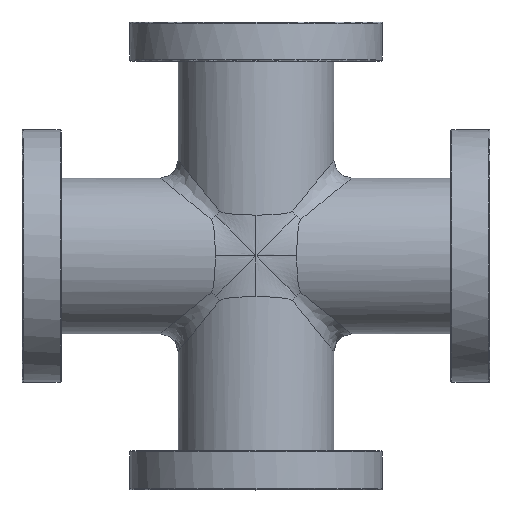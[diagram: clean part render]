
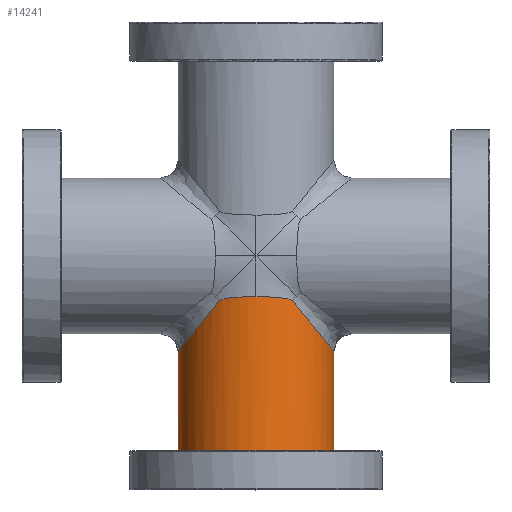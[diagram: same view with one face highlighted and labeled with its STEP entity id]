
A CAD part, top view. The second image highlights one B-rep face of the part: STEP entity #14241.
In plain terms, the highlighted cylindrical face has radius 35 mm (diameter 70 mm), a full revolution.
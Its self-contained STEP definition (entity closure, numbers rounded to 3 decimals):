
#1251=CARTESIAN_POINT('',(0.,-18.326,35.0));
#1252=VERTEX_POINT('',#1251);
#1272=CARTESIAN_POINT('',(16.374,-20.117,30.934));
#1273=VERTEX_POINT('',#1272);
#1274=CARTESIAN_POINT('',(0.,-18.326,35.0));
#1275=CARTESIAN_POINT('',(1.817,-18.326,35.0));
#1276=CARTESIAN_POINT('',(3.634,-18.357,34.854));
#1277=CARTESIAN_POINT('',(5.349,-18.419,34.589));
#1278=CARTESIAN_POINT('',(7.238,-18.488,34.297));
#1279=CARTESIAN_POINT('',(9.004,-18.594,33.86));
#1280=CARTESIAN_POINT('',(10.535,-18.737,33.377));
#1281=CARTESIAN_POINT('',(12.474,-18.919,32.765));
#1282=CARTESIAN_POINT('',(14.037,-19.162,32.083));
#1283=CARTESIAN_POINT('',(15.071,-19.464,31.589));
#1284=CARTESIAN_POINT('',(15.73,-19.657,31.274));
#1285=CARTESIAN_POINT('',(16.177,-19.875,31.038));
#1286=CARTESIAN_POINT('',(16.374,-20.117,30.934));
#1287=B_SPLINE_CURVE_WITH_KNOTS('',3,(#1274,#1275,#1276,#1277,#1278,#1279,#1280,#1281,#1282,#1283,#1284,#1285,#1286),.UNSPECIFIED.,.F.,.U.,(4,3,3,3,4),(0.5,0.614,0.74,0.899,1.0),.UNSPECIFIED.);
#1288=EDGE_CURVE('',#1252,#1273,#1287,.T.);
#1664=CARTESIAN_POINT('',(-16.374,-20.117,30.934));
#1665=VERTEX_POINT('',#1664);
#1673=CARTESIAN_POINT('',(-16.374,-20.117,30.934));
#1674=CARTESIAN_POINT('',(-16.116,-19.8,31.07));
#1675=CARTESIAN_POINT('',(-15.429,-19.525,31.436));
#1676=CARTESIAN_POINT('',(-14.396,-19.292,31.902));
#1677=CARTESIAN_POINT('',(-13.309,-19.047,32.393));
#1678=CARTESIAN_POINT('',(-11.836,-18.849,32.989));
#1679=CARTESIAN_POINT('',(-10.085,-18.697,33.516));
#1680=CARTESIAN_POINT('',(-8.621,-18.57,33.956));
#1681=CARTESIAN_POINT('',(-6.963,-18.476,34.347));
#1682=CARTESIAN_POINT('',(-5.2,-18.414,34.612));
#1683=CARTESIAN_POINT('',(-3.529,-18.356,34.863));
#1684=CARTESIAN_POINT('',(-1.765,-18.326,35.0));
#1685=CARTESIAN_POINT('',(0.,-18.326,35.0));
#1686=B_SPLINE_CURVE_WITH_KNOTS('',3,(#1673,#1674,#1675,#1676,#1677,#1678,#1679,#1680,#1681,#1682,#1683,#1684,#1685),.UNSPECIFIED.,.F.,.U.,(4,3,3,3,4),(0.0,0.133,0.273,0.389,0.5),.UNSPECIFIED.);
#1687=EDGE_CURVE('',#1665,#1252,#1686,.T.);
#5560=CARTESIAN_POINT('',(0.,-18.326,-35.0));
#5561=VERTEX_POINT('',#5560);
#5581=CARTESIAN_POINT('',(-16.374,-20.117,-30.934));
#5582=VERTEX_POINT('',#5581);
#5583=CARTESIAN_POINT('',(0.,-18.326,-35.0));
#5584=CARTESIAN_POINT('',(-1.817,-18.326,-35.0));
#5585=CARTESIAN_POINT('',(-3.634,-18.357,-34.854));
#5586=CARTESIAN_POINT('',(-5.349,-18.419,-34.589));
#5587=CARTESIAN_POINT('',(-7.238,-18.488,-34.297));
#5588=CARTESIAN_POINT('',(-9.004,-18.594,-33.86));
#5589=CARTESIAN_POINT('',(-10.535,-18.737,-33.377));
#5590=CARTESIAN_POINT('',(-12.474,-18.919,-32.765));
#5591=CARTESIAN_POINT('',(-14.037,-19.162,-32.083));
#5592=CARTESIAN_POINT('',(-15.071,-19.464,-31.589));
#5593=CARTESIAN_POINT('',(-15.73,-19.657,-31.274));
#5594=CARTESIAN_POINT('',(-16.177,-19.875,-31.038));
#5595=CARTESIAN_POINT('',(-16.374,-20.117,-30.934));
#5596=B_SPLINE_CURVE_WITH_KNOTS('',3,(#5583,#5584,#5585,#5586,#5587,#5588,#5589,#5590,#5591,#5592,#5593,#5594,#5595),.UNSPECIFIED.,.F.,.U.,(4,3,3,3,4),(0.5,0.614,0.74,0.899,1.0),.UNSPECIFIED.);
#5597=EDGE_CURVE('',#5561,#5582,#5596,.T.);
#13053=CARTESIAN_POINT('',(16.374,-20.117,-30.934));
#13054=VERTEX_POINT('',#13053);
#13062=CARTESIAN_POINT('',(16.374,-20.117,-30.934));
#13063=CARTESIAN_POINT('',(16.116,-19.8,-31.07));
#13064=CARTESIAN_POINT('',(15.429,-19.525,-31.436));
#13065=CARTESIAN_POINT('',(14.396,-19.292,-31.902));
#13066=CARTESIAN_POINT('',(13.309,-19.047,-32.393));
#13067=CARTESIAN_POINT('',(11.836,-18.849,-32.989));
#13068=CARTESIAN_POINT('',(10.085,-18.697,-33.516));
#13069=CARTESIAN_POINT('',(8.621,-18.57,-33.956));
#13070=CARTESIAN_POINT('',(6.963,-18.476,-34.347));
#13071=CARTESIAN_POINT('',(5.2,-18.414,-34.612));
#13072=CARTESIAN_POINT('',(3.529,-18.356,-34.863));
#13073=CARTESIAN_POINT('',(1.765,-18.326,-35.0));
#13074=CARTESIAN_POINT('',(0.,-18.326,-35.0));
#13075=B_SPLINE_CURVE_WITH_KNOTS('',3,(#13062,#13063,#13064,#13065,#13066,#13067,#13068,#13069,#13070,#13071,#13072,#13073,#13074),.UNSPECIFIED.,.F.,.U.,(4,3,3,3,4),(0.0,0.133,0.273,0.389,0.5),.UNSPECIFIED.);
#13076=EDGE_CURVE('',#13054,#5561,#13075,.T.);
#14014=CARTESIAN_POINT('',(0.0,0.0,0.0));
#14015=DIRECTION('',(-0.776,0.631,0.0));
#14016=DIRECTION('',(-0.631,-0.776,0.0));
#14017=AXIS2_PLACEMENT_3D('',#14014,#14015,#14016);
#14018=ELLIPSE('',#14017,55.444,35.0);
#14019=EDGE_CURVE('',#5582,#1665,#14018,.T.);
#14206=CARTESIAN_POINT('',(0.0,0.0,0.0));
#14207=DIRECTION('',(0.776,0.631,0.0));
#14208=DIRECTION('',(0.631,-0.776,0.0));
#14209=AXIS2_PLACEMENT_3D('',#14206,#14207,#14208);
#14210=ELLIPSE('',#14209,55.444,35.0);
#14211=EDGE_CURVE('',#1273,#13054,#14210,.T.);
#14217=CARTESIAN_POINT('',(0.0,0.0,0.0));
#14218=DIRECTION('',(0.0,-1.0,0.0));
#14219=DIRECTION('',(1.0,0.0,0.0));
#14220=AXIS2_PLACEMENT_3D('',#14217,#14218,#14219);
#14221=CYLINDRICAL_SURFACE('',#14220,35.0);
#14222=CARTESIAN_POINT('',(-35.0,-97.1,0.));
#14223=VERTEX_POINT('',#14222);
#14224=CARTESIAN_POINT('',(0.0,-97.1,0.0));
#14225=DIRECTION('',(0.0,1.0,0.0));
#14226=DIRECTION('',(1.0,0.0,0.0));
#14227=AXIS2_PLACEMENT_3D('',#14224,#14225,#14226);
#14228=CIRCLE('',#14227,35.0);
#14229=EDGE_CURVE('',#14223,#14223,#14228,.T.);
#14230=ORIENTED_EDGE('',*,*,#14229,.T.);
#14231=EDGE_LOOP('',(#14230));
#14232=FACE_OUTER_BOUND('',#14231,.T.);
#14233=ORIENTED_EDGE('',*,*,#1687,.F.);
#14234=ORIENTED_EDGE('',*,*,#14019,.F.);
#14235=ORIENTED_EDGE('',*,*,#5597,.F.);
#14236=ORIENTED_EDGE('',*,*,#13076,.F.);
#14237=ORIENTED_EDGE('',*,*,#14211,.F.);
#14238=ORIENTED_EDGE('',*,*,#1288,.F.);
#14239=EDGE_LOOP('',(#14233,#14234,#14235,#14236,#14237,#14238));
#14240=FACE_BOUND('',#14239,.T.);
#14241=ADVANCED_FACE('',(#14232,#14240),#14221,.T.);
